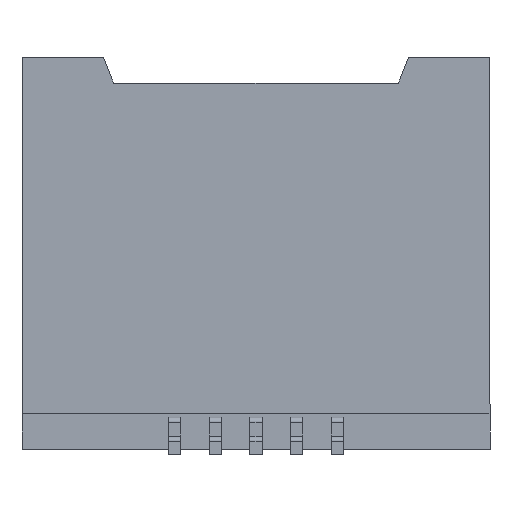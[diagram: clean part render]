
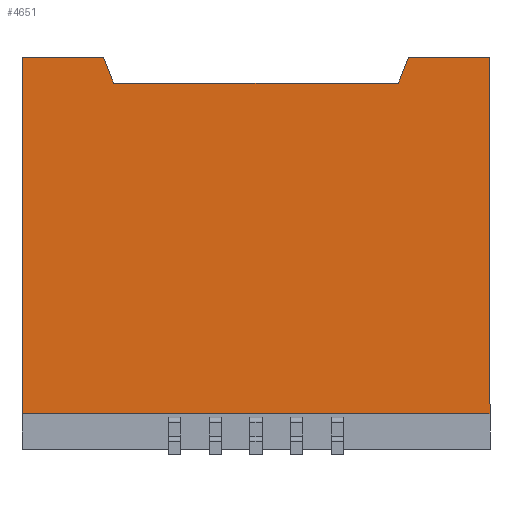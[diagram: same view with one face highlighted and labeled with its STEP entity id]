
A CAD part, front view. The second image highlights one B-rep face of the part: STEP entity #4651.
In plain terms, the highlighted planar face has unit normal (0, -1, 0).
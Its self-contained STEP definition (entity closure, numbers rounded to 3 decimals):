
#399=FACE_OUTER_BOUND('',#665,.T.);
#665=EDGE_LOOP('',(#4128,#4129,#4130,#4131,#4132,#4133,#4134,#4135));
#704=LINE('',#6207,#1266);
#791=LINE('',#6381,#1353);
#793=LINE('',#6385,#1355);
#797=LINE('',#6390,#1359);
#830=LINE('',#6458,#1392);
#875=LINE('',#6563,#1437);
#878=LINE('',#6569,#1440);
#910=LINE('',#6635,#1472);
#1266=VECTOR('',#5019,1.);
#1353=VECTOR('',#5126,1.);
#1355=VECTOR('',#5130,1.);
#1359=VECTOR('',#5136,1.);
#1392=VECTOR('',#5197,1.);
#1437=VECTOR('',#5272,1.);
#1440=VECTOR('',#5279,1.);
#1472=VECTOR('',#5329,1.);
#1828=VERTEX_POINT('',#6204);
#1829=VERTEX_POINT('',#6206);
#1905=VERTEX_POINT('',#6378);
#1906=VERTEX_POINT('',#6380);
#1907=VERTEX_POINT('',#6384);
#1924=VERTEX_POINT('',#6457);
#1953=VERTEX_POINT('',#6562);
#1954=VERTEX_POINT('',#6568);
#2250=EDGE_CURVE('',#1828,#1829,#704,.T.);
#2337=EDGE_CURVE('',#1905,#1906,#791,.T.);
#2339=EDGE_CURVE('',#1907,#1906,#793,.T.);
#2343=EDGE_CURVE('',#1829,#1905,#797,.T.);
#2378=EDGE_CURVE('',#1924,#1907,#830,.T.);
#2423=EDGE_CURVE('',#1953,#1924,#875,.T.);
#2426=EDGE_CURVE('',#1953,#1954,#878,.T.);
#2458=EDGE_CURVE('',#1954,#1828,#910,.T.);
#4128=ORIENTED_EDGE('',*,*,#2458,.F.);
#4129=ORIENTED_EDGE('',*,*,#2426,.F.);
#4130=ORIENTED_EDGE('',*,*,#2423,.T.);
#4131=ORIENTED_EDGE('',*,*,#2378,.T.);
#4132=ORIENTED_EDGE('',*,*,#2339,.T.);
#4133=ORIENTED_EDGE('',*,*,#2337,.F.);
#4134=ORIENTED_EDGE('',*,*,#2343,.F.);
#4135=ORIENTED_EDGE('',*,*,#2250,.F.);
#4340=PLANE('',#4960);
#4651=ADVANCED_FACE('',(#399),#4340,.T.);
#4960=AXIS2_PLACEMENT_3D('',#7716,#6113,#6114);
#5019=DIRECTION('',(1.,0.,0.));
#5126=DIRECTION('',(1.,0.,0.));
#5130=DIRECTION('',(-0.371,0.,-0.928));
#5136=DIRECTION('',(0.371,0.,-0.928));
#5197=DIRECTION('',(-1.,0.,0.));
#5272=DIRECTION('',(0.,0.,1.));
#5279=DIRECTION('',(-1.,0.,0.));
#5329=DIRECTION('',(0.,0.,1.));
#6113=DIRECTION('center_axis',(0.,-1.,0.));
#6114=DIRECTION('ref_axis',(0.,0.,1.));
#6204=CARTESIAN_POINT('',(-2.3,-1.44,3.85));
#6206=CARTESIAN_POINT('',(-1.5,-1.44,3.85));
#6207=CARTESIAN_POINT('',(2.885,-1.44,3.85));
#6378=CARTESIAN_POINT('',(-1.4,-1.44,3.6));
#6380=CARTESIAN_POINT('',(1.4,-1.44,3.6));
#6381=CARTESIAN_POINT('',(2.885,-1.44,3.6));
#6384=CARTESIAN_POINT('',(1.5,-1.44,3.85));
#6385=CARTESIAN_POINT('',(0.94,-1.44,2.45));
#6390=CARTESIAN_POINT('',(-0.94,-1.44,2.45));
#6457=CARTESIAN_POINT('',(2.3,-1.44,3.85));
#6458=CARTESIAN_POINT('',(2.885,-1.44,3.85));
#6562=CARTESIAN_POINT('',(2.3,-1.44,0.35));
#6563=CARTESIAN_POINT('',(2.3,-1.44,2.45));
#6568=CARTESIAN_POINT('',(-2.3,-1.44,0.35));
#6569=CARTESIAN_POINT('',(2.885,-1.44,0.35));
#6635=CARTESIAN_POINT('',(-2.3,-1.44,2.45));
#7716=CARTESIAN_POINT('Origin',(0.,-1.44,3.325));
